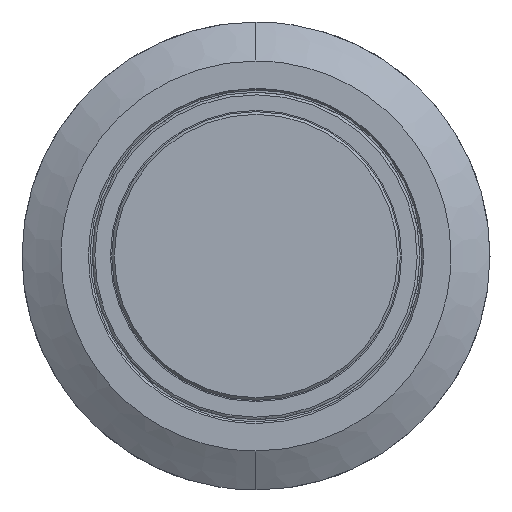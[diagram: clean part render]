
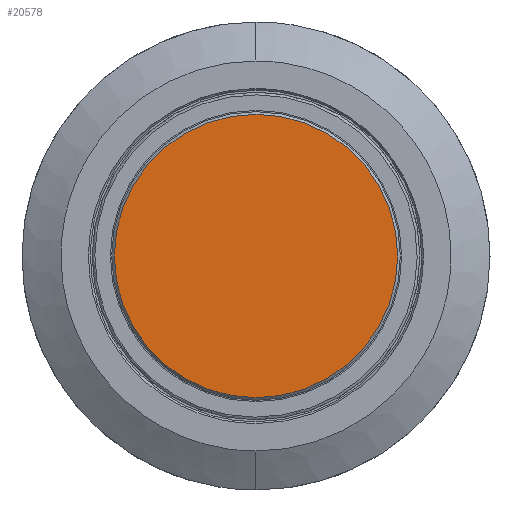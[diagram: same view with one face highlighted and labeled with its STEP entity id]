
A CAD part, left-side view. The second image highlights one B-rep face of the part: STEP entity #20578.
In plain terms, the highlighted planar face has unit normal (-1, 0, 0).
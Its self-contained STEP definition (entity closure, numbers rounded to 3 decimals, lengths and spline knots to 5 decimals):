
#5656=FACE_OUTER_BOUND('',#6770,.T.);
#6770=EDGE_LOOP('',(#13432));
#7930=CIRCLE('',#21724,0.21457);
#8067=VERTEX_POINT('',#26635);
#10184=EDGE_CURVE('',#8067,#8067,#7930,.T.);
#13432=ORIENTED_EDGE('',*,*,#10184,.F.);
#19846=PLANE('',#21727);
#20578=ADVANCED_FACE('',(#5656),#19846,.F.);
#21724=AXIS2_PLACEMENT_3D('',#26637,#22684,#22685);
#21727=AXIS2_PLACEMENT_3D('',#26642,#22691,#22692);
#22684=DIRECTION('center_axis',(1.,0.,0.));
#22685=DIRECTION('ref_axis',(0.,-1.,0.));
#22691=DIRECTION('center_axis',(1.,0.,0.));
#22692=DIRECTION('ref_axis',(0.,0.,
-1.));
#26635=CARTESIAN_POINT('',(-0.30709,0.21457,0.));
#26637=CARTESIAN_POINT('Origin',(-0.30709,0.,
0.));
#26642=CARTESIAN_POINT('Origin',(-0.30709,0.,
0.));
